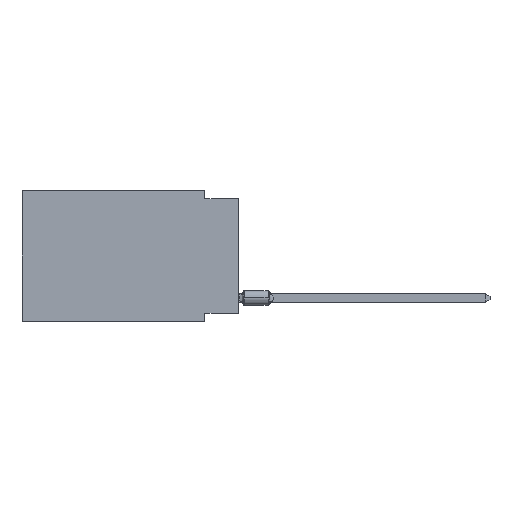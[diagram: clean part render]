
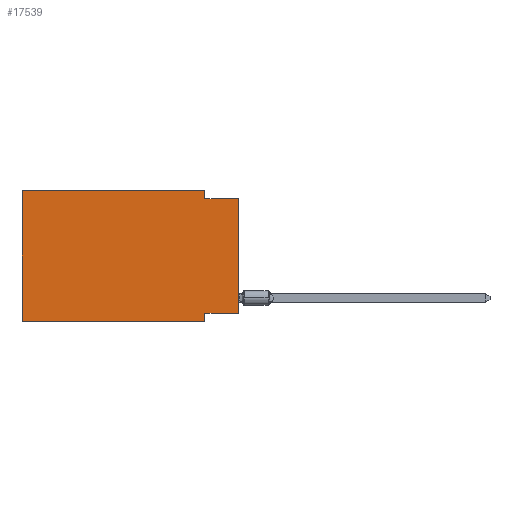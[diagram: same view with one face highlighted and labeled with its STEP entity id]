
A CAD part, left-side view. The second image highlights one B-rep face of the part: STEP entity #17539.
In plain terms, the highlighted planar face has unit normal (-1, 0, 0).
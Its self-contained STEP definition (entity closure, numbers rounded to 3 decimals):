
#163 = ORIENTED_EDGE ( 'NONE', *, *, #28145, .T. ) ;
#201 = DIRECTION ( 'NONE',  ( 0., 0., 1. ) ) ;
#570 = CARTESIAN_POINT ( 'NONE',  ( 0., 16.383, -9.906 ) ) ;
#821 = DIRECTION ( 'NONE',  ( 0., 0., -1. ) ) ;
#1012 = CARTESIAN_POINT ( 'NONE',  ( 0., 0., -9.271 ) ) ;
#1229 = CARTESIAN_POINT ( 'NONE',  ( 0., 0., 0. ) ) ;
#1428 = ORIENTED_EDGE ( 'NONE', *, *, #11606, .F. ) ;
#1512 = DIRECTION ( 'NONE',  ( 0., 0., 1. ) ) ;
#2069 = LINE ( 'NONE', #12878, #26127 ) ;
#2193 = CARTESIAN_POINT ( 'NONE',  ( 0., 16.383, -9.906 ) ) ;
#2648 = EDGE_CURVE ( 'NONE', #16738, #17340, #24900, .T. ) ;
#3084 = VECTOR ( 'NONE', #23249, 1000. ) ;
#3624 = EDGE_CURVE ( 'NONE', #18184, #26112, #2069, .T. ) ;
#4348 = DIRECTION ( 'NONE',  ( 0., -1., 0. ) ) ;
#4642 = CARTESIAN_POINT ( 'NONE',  ( 0., 16.383, 0. ) ) ;
#6355 = CARTESIAN_POINT ( 'NONE',  ( 0., 2.54, 0. ) ) ;
#6847 = CARTESIAN_POINT ( 'NONE',  ( 0., 16.383, 0. ) ) ;
#6872 = VECTOR ( 'NONE', #1512, 1000. ) ;
#7377 = VECTOR ( 'NONE', #18883, 1000. ) ;
#7674 = ORIENTED_EDGE ( 'NONE', *, *, #28899, .F. ) ;
#8339 = CARTESIAN_POINT ( 'NONE',  ( 0., 16.383, 0. ) ) ;
#8407 = CARTESIAN_POINT ( 'NONE',  ( 0., 0., -0.635 ) ) ;
#8515 = VECTOR ( 'NONE', #25102, 1000. ) ;
#8900 = ORIENTED_EDGE ( 'NONE', *, *, #22358, .T. ) ;
#10007 = ORIENTED_EDGE ( 'NONE', *, *, #2648, .F. ) ;
#10588 = VERTEX_POINT ( 'NONE', #13364 ) ;
#11100 = DIRECTION ( 'NONE',  ( 0., 1., 0. ) ) ;
#11421 = PLANE ( 'NONE',  #16406 ) ;
#11606 = EDGE_CURVE ( 'NONE', #25871, #10588, #23724, .T. ) ;
#11799 = ORIENTED_EDGE ( 'NONE', *, *, #12995, .F. ) ;
#12878 = CARTESIAN_POINT ( 'NONE',  ( 0., 0., -9.271 ) ) ;
#12995 = EDGE_CURVE ( 'NONE', #17340, #25871, #29041, .T. ) ;
#13214 = FACE_OUTER_BOUND ( 'NONE', #28515, .T. ) ;
#13364 = CARTESIAN_POINT ( 'NONE',  ( 0., 2.54, -0.635 ) ) ;
#14262 = CARTESIAN_POINT ( 'NONE',  ( 0., 2.54, -9.906 ) ) ;
#14296 = CARTESIAN_POINT ( 'NONE',  ( 0., 0., -0.635 ) ) ;
#14316 = CARTESIAN_POINT ( 'NONE',  ( 0., 2.54, -9.271 ) ) ;
#14642 = VECTOR ( 'NONE', #201, 1000. ) ;
#14773 = EDGE_CURVE ( 'NONE', #26112, #28595, #18983, .T. ) ;
#15611 = CARTESIAN_POINT ( 'NONE',  ( 0., 16.383, 0. ) ) ;
#16406 = AXIS2_PLACEMENT_3D ( 'NONE', #6847, #20305, #20441 ) ;
#16738 = VERTEX_POINT ( 'NONE', #570 ) ;
#17340 = VERTEX_POINT ( 'NONE', #8339 ) ;
#17356 = LINE ( 'NONE', #1229, #6872 ) ;
#17539 = ADVANCED_FACE ( 'NONE', ( #13214 ), #11421, .F. ) ;
#18172 = ORIENTED_EDGE ( 'NONE', *, *, #3624, .F. ) ;
#18184 = VERTEX_POINT ( 'NONE', #1012 ) ;
#18883 = DIRECTION ( 'NONE',  ( 0., -1., 0. ) ) ;
#18983 = LINE ( 'NONE', #14262, #3084 ) ;
#19491 = VECTOR ( 'NONE', #821, 1000. ) ;
#20172 = ORIENTED_EDGE ( 'NONE', *, *, #14773, .F. ) ;
#20305 = DIRECTION ( 'NONE',  ( 1., 0., 0. ) ) ;
#20441 = DIRECTION ( 'NONE',  ( 0., 0., -1. ) ) ;
#21078 = CARTESIAN_POINT ( 'NONE',  ( 0., 2.54, 0. ) ) ;
#21096 = VERTEX_POINT ( 'NONE', #8407 ) ;
#22358 = EDGE_CURVE ( 'NONE', #16738, #28595, #22880, .T. ) ;
#22880 = LINE ( 'NONE', #2193, #8515 ) ;
#23249 = DIRECTION ( 'NONE',  ( 0., 0., -1. ) ) ;
#23452 = LINE ( 'NONE', #14296, #7377 ) ;
#23724 = LINE ( 'NONE', #21078, #19491 ) ;
#24737 = VECTOR ( 'NONE', #4348, 1000. ) ;
#24900 = LINE ( 'NONE', #4642, #14642 ) ;
#25102 = DIRECTION ( 'NONE',  ( 0., -1., 0. ) ) ;
#25871 = VERTEX_POINT ( 'NONE', #6355 ) ;
#26112 = VERTEX_POINT ( 'NONE', #14316 ) ;
#26127 = VECTOR ( 'NONE', #11100, 1000. ) ;
#26427 = CARTESIAN_POINT ( 'NONE',  ( 0., 2.54, -9.906 ) ) ;
#28145 = EDGE_CURVE ( 'NONE', #18184, #21096, #17356, .T. ) ;
#28515 = EDGE_LOOP ( 'NONE', ( #163, #7674, #1428, #11799, #10007, #8900, #20172, #18172 ) ) ;
#28595 = VERTEX_POINT ( 'NONE', #26427 ) ;
#28899 = EDGE_CURVE ( 'NONE', #10588, #21096, #23452, .T. ) ;
#29041 = LINE ( 'NONE', #15611, #24737 ) ;
